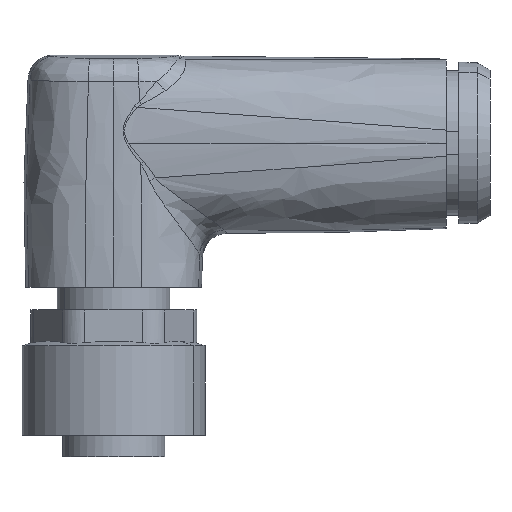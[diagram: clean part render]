
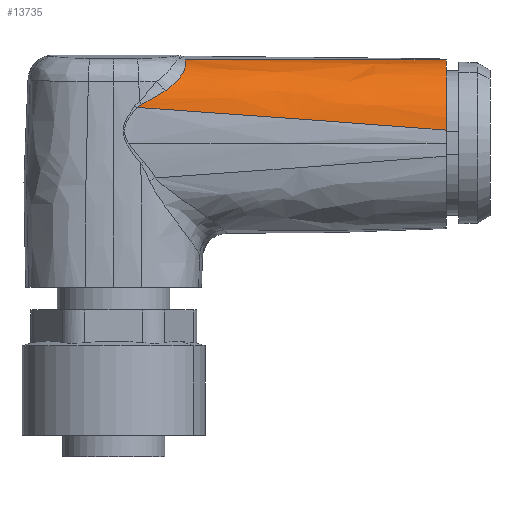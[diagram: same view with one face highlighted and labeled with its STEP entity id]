
A CAD part, front view. The second image highlights one B-rep face of the part: STEP entity #13735.
In plain terms, the highlighted free-form (B-spline) face has degree [5, 5] with [9, 6] control points.
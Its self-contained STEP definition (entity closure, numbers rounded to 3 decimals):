
#11936 = VERTEX_POINT('',#11937);
#11937 = CARTESIAN_POINT('',(9.165,0.629,27.841));
#12022 = EDGE_CURVE('',#12023,#11936,#12025,.T.);
#12023 = VERTEX_POINT('',#12024);
#12024 = CARTESIAN_POINT('',(9.54,0.662,28.075));
#12025 = B_SPLINE_CURVE_WITH_KNOTS('',3,(#12026,#12027,#12028,#12029),
  .UNSPECIFIED.,.F.,.F.,(4,4),(6.28,6.941),
  .PIECEWISE_BEZIER_KNOTS.);
#12026 = CARTESIAN_POINT('',(9.54,0.662,28.075));
#12027 = CARTESIAN_POINT('',(9.405,0.65,28.007)
  );
#12028 = CARTESIAN_POINT('',(9.273,0.64,27.934)
  );
#12029 = CARTESIAN_POINT('',(9.165,0.629,27.841));
#13521 = EDGE_CURVE('',#13522,#12023,#13524,.T.);
#13522 = VERTEX_POINT('',#13523);
#13523 = CARTESIAN_POINT('',(11.401,1.03,29.159));
#13524 = B_SPLINE_CURVE_WITH_KNOTS('',5,(#13525,#13526,#13527,#13528,
    #13529,#13530),.UNSPECIFIED.,.F.,.F.,(6,6),(10.073,
    13.102),.PIECEWISE_BEZIER_KNOTS.);
#13525 = CARTESIAN_POINT('',(11.401,1.03,29.159));
#13526 = CARTESIAN_POINT('',(11.04,0.915,28.938)
  );
#13527 = CARTESIAN_POINT('',(10.676,0.822,28.714)
  );
#13528 = CARTESIAN_POINT('',(10.301,0.749,28.499)
  );
#13529 = CARTESIAN_POINT('',(9.936,0.695,28.271)
  );
#13530 = CARTESIAN_POINT('',(9.54,0.662,28.075)
  );
#13676 = EDGE_CURVE('',#13677,#11936,#13679,.T.);
#13677 = VERTEX_POINT('',#13678);
#13678 = CARTESIAN_POINT('',(33.8,0.936,26.036));
#13679 = B_SPLINE_CURVE_WITH_KNOTS('',5,(#13680,#13681,#13682,#13683,
    #13684,#13685,#13686,#13687,#13688),.UNSPECIFIED.,.F.,.F.,(6,3,6),(
    -12.567,-6.882,12.107),.UNSPECIFIED.);
#13680 = CARTESIAN_POINT('',(33.8,0.936,26.036));
#13681 = CARTESIAN_POINT('',(32.666,0.876,26.119)
  );
#13682 = CARTESIAN_POINT('',(31.532,0.822,26.204)
  );
#13683 = CARTESIAN_POINT('',(30.398,0.774,26.289)
  );
#13684 = CARTESIAN_POINT('',(25.473,0.589,26.661));
#13685 = CARTESIAN_POINT('',(20.549,0.506,27.035)
  );
#13686 = CARTESIAN_POINT('',(16.753,0.498,27.319));
#13687 = CARTESIAN_POINT('',(12.958,0.541,27.59)
  );
#13688 = CARTESIAN_POINT('',(9.165,0.629,27.841));
#13735 = ADVANCED_FACE('',(#13736),#13784,.T.);
#13736 = FACE_BOUND('',#13737,.T.);
#13737 = EDGE_LOOP('',(#13738,#13754,#13772,#13773,#13774,#13775));
#13738 = ORIENTED_EDGE('',*,*,#13739,.T.);
#13739 = EDGE_CURVE('',#13740,#13742,#13744,.T.);
#13740 = VERTEX_POINT('',#13741);
#13741 = CARTESIAN_POINT('',(33.8,6.449,31.629));
#13742 = VERTEX_POINT('',#13743);
#13743 = CARTESIAN_POINT('',(13.023,4.626,31.671)
  );
#13744 = B_SPLINE_CURVE_WITH_KNOTS('',5,(#13745,#13746,#13747,#13748,
    #13749,#13750,#13751,#13752,#13753),.UNSPECIFIED.,.F.,.F.,(6,3,6),(
    -12.567,-6.882,8.244),.UNSPECIFIED.);
#13745 = CARTESIAN_POINT('',(33.8,6.449,31.629));
#13746 = CARTESIAN_POINT('',(32.666,6.351,31.643)
  );
#13747 = CARTESIAN_POINT('',(31.532,6.253,31.656)
  );
#13748 = CARTESIAN_POINT('',(30.398,6.153,31.668)
  );
#13749 = CARTESIAN_POINT('',(26.244,5.786,31.705)
  );
#13750 = CARTESIAN_POINT('',(22.091,5.412,31.721)
  );
#13751 = CARTESIAN_POINT('',(19.069,5.142,31.72)
  );
#13752 = CARTESIAN_POINT('',(16.046,4.878,31.704)
  );
#13753 = CARTESIAN_POINT('',(13.023,4.626,31.671)
  );
#13754 = ORIENTED_EDGE('',*,*,#13755,.F.);
#13755 = EDGE_CURVE('',#13522,#13742,#13756,.T.);
#13756 = B_SPLINE_CURVE_WITH_KNOTS('',5,(#13757,#13758,#13759,#13760,
    #13761,#13762,#13763,#13764,#13765,#13766,#13767,#13768,#13769,
    #13770,#13771),.UNSPECIFIED.,.F.,.F.,(6,3,3,3,6),(0.,3.276,
    4.803,6.68,7.146),.UNSPECIFIED.);
#13757 = CARTESIAN_POINT('',(11.401,1.03,29.159)
  );
#13758 = CARTESIAN_POINT('',(11.826,1.164,29.42)
  );
#13759 = CARTESIAN_POINT('',(12.209,1.356,29.734)
  );
#13760 = CARTESIAN_POINT('',(12.528,1.626,30.091)
  );
#13761 = CARTESIAN_POINT('',(12.848,2.142,30.59)
  );
#13762 = CARTESIAN_POINT('',(12.988,2.736,30.986)
  );
#13763 = CARTESIAN_POINT('',(13.016,2.929,31.099));
#13764 = CARTESIAN_POINT('',(13.049,3.356,31.318)
  );
#13765 = CARTESIAN_POINT('',(13.038,3.767,31.471)
  );
#13766 = CARTESIAN_POINT('',(13.026,3.984,31.538)
  );
#13767 = CARTESIAN_POINT('',(13.015,4.241,31.602)
  );
#13768 = CARTESIAN_POINT('',(13.017,4.484,31.648)
  );
#13769 = CARTESIAN_POINT('',(13.019,4.532,31.656)
  );
#13770 = CARTESIAN_POINT('',(13.021,4.579,31.664)
  );
#13771 = CARTESIAN_POINT('',(13.023,4.626,31.671)
  );
#13772 = ORIENTED_EDGE('',*,*,#13521,.T.);
#13773 = ORIENTED_EDGE('',*,*,#12022,.T.);
#13774 = ORIENTED_EDGE('',*,*,#13676,.F.);
#13775 = ORIENTED_EDGE('',*,*,#13776,.T.);
#13776 = EDGE_CURVE('',#13677,#13740,#13777,.T.);
#13777 = B_SPLINE_CURVE_WITH_KNOTS('',5,(#13778,#13779,#13780,#13781,
    #13782,#13783),.UNSPECIFIED.,.F.,.F.,(6,6),(0.,9.951),
  .PIECEWISE_BEZIER_KNOTS.);
#13778 = CARTESIAN_POINT('',(33.8,0.936,26.036));
#13779 = CARTESIAN_POINT('',(33.8,1.041,27.746));
#13780 = CARTESIAN_POINT('',(33.8,1.747,29.418));
#13781 = CARTESIAN_POINT('',(33.8,3.092,30.737));
#13782 = CARTESIAN_POINT('',(33.8,4.744,31.46));
#13783 = CARTESIAN_POINT('',(33.8,6.449,31.629));
#13784 = B_SPLINE_SURFACE_WITH_KNOTS('',5,5,(
    (#13785,#13786,#13787,#13788,#13789,#13790)
    ,(#13791,#13792,#13793,#13794,#13795,#13796)
    ,(#13797,#13798,#13799,#13800,#13801,#13802)
    ,(#13803,#13804,#13805,#13806,#13807,#13808)
    ,(#13809,#13810,#13811,#13812,#13813,#13814)
    ,(#13815,#13816,#13817,#13818,#13819,#13820)
    ,(#13821,#13822,#13823,#13824,#13825,#13826)
    ,(#13827,#13828,#13829,#13830,#13831,#13832)
    ,(#13833,#13834,#13835,#13836,#13837,#13838
  )),.UNSPECIFIED.,.F.,.F.,.F.,(6,3,6),(6,6),(0.,22.96,
    32.154),(25.629,30.712),.UNSPECIFIED.);
#13785 = CARTESIAN_POINT('',(5.2,0.742,28.094));
#13786 = CARTESIAN_POINT('',(5.2,0.868,29.103));
#13787 = CARTESIAN_POINT('',(5.2,1.314,30.072));
#13788 = CARTESIAN_POINT('',(5.2,2.065,30.863));
#13789 = CARTESIAN_POINT('',(5.2,3.01,31.359));
#13790 = CARTESIAN_POINT('',(5.2,4.011,31.537));
#13791 = CARTESIAN_POINT('',(9.785,0.589,27.813)
  );
#13792 = CARTESIAN_POINT('',(9.785,0.737,28.958)
  );
#13793 = CARTESIAN_POINT('',(9.785,1.251,30.048)
  );
#13794 = CARTESIAN_POINT('',(9.785,2.121,30.927)
  );
#13795 = CARTESIAN_POINT('',(9.785,3.207,31.461)
  );
#13796 = CARTESIAN_POINT('',(9.785,4.346,31.645)
  );
#13797 = CARTESIAN_POINT('',(14.371,0.5,27.496));
#13798 = CARTESIAN_POINT('',(14.371,0.666,28.775)
  );
#13799 = CARTESIAN_POINT('',(14.371,1.244,29.984)
  );
#13800 = CARTESIAN_POINT('',(14.371,2.227,30.948));
#13801 = CARTESIAN_POINT('',(14.371,3.451,31.518)
  );
#13802 = CARTESIAN_POINT('',(14.371,4.724,31.708)
  );
#13803 = CARTESIAN_POINT('',(18.964,0.482,27.156)
  );
#13804 = CARTESIAN_POINT('',(18.964,0.658,28.56)
  );
#13805 = CARTESIAN_POINT('',(18.964,1.29,29.885));
#13806 = CARTESIAN_POINT('',(18.964,2.377,30.932)
  );
#13807 = CARTESIAN_POINT('',(18.964,3.73,31.54));
#13808 = CARTESIAN_POINT('',(18.964,5.13,31.731)
  );
#13809 = CARTESIAN_POINT('',(25.381,0.569,26.667)
  );
#13810 = CARTESIAN_POINT('',(25.381,0.743,28.229)
  );
#13811 = CARTESIAN_POINT('',(25.381,1.434,29.699)
  );
#13812 = CARTESIAN_POINT('',(25.381,2.644,30.856)
  );
#13813 = CARTESIAN_POINT('',(25.381,4.155,31.515));
#13814 = CARTESIAN_POINT('',(25.381,5.711,31.718)
  );
#13815 = CARTESIAN_POINT('',(31.799,0.829,26.184)
  );
#13816 = CARTESIAN_POINT('',(31.799,0.958,27.868)
  );
#13817 = CARTESIAN_POINT('',(31.799,1.669,29.479)
  );
#13818 = CARTESIAN_POINT('',(31.799,2.966,30.754));
#13819 = CARTESIAN_POINT('',(31.799,4.599,31.468));
#13820 = CARTESIAN_POINT('',(31.799,6.277,31.654));
#13821 = CARTESIAN_POINT('',(33.633,0.918,26.047)
  );
#13822 = CARTESIAN_POINT('',(33.633,1.029,27.762)
  );
#13823 = CARTESIAN_POINT('',(33.633,1.742,29.416)
  );
#13824 = CARTESIAN_POINT('',(33.633,3.062,30.729));
#13825 = CARTESIAN_POINT('',(33.633,4.727,31.46)
  );
#13826 = CARTESIAN_POINT('',(33.633,6.436,31.633)
  );
#13827 = CARTESIAN_POINT('',(35.467,1.022,25.912)
  );
#13828 = CARTESIAN_POINT('',(35.467,1.111,27.656)
  );
#13829 = CARTESIAN_POINT('',(35.467,1.822,29.348)
  );
#13830 = CARTESIAN_POINT('',(35.467,3.16,30.696)
  );
#13831 = CARTESIAN_POINT('',(35.467,4.854,31.444));
#13832 = CARTESIAN_POINT('',(35.467,6.592,31.608)
  );
#13833 = CARTESIAN_POINT('',(37.3,1.142,25.78));
#13834 = CARTESIAN_POINT('',(37.3,1.197,27.548));
#13835 = CARTESIAN_POINT('',(37.3,1.902,29.296));
#13836 = CARTESIAN_POINT('',(37.3,3.256,30.698));
#13837 = CARTESIAN_POINT('',(37.3,4.979,31.464));
#13838 = CARTESIAN_POINT('',(37.3,6.744,31.58));
